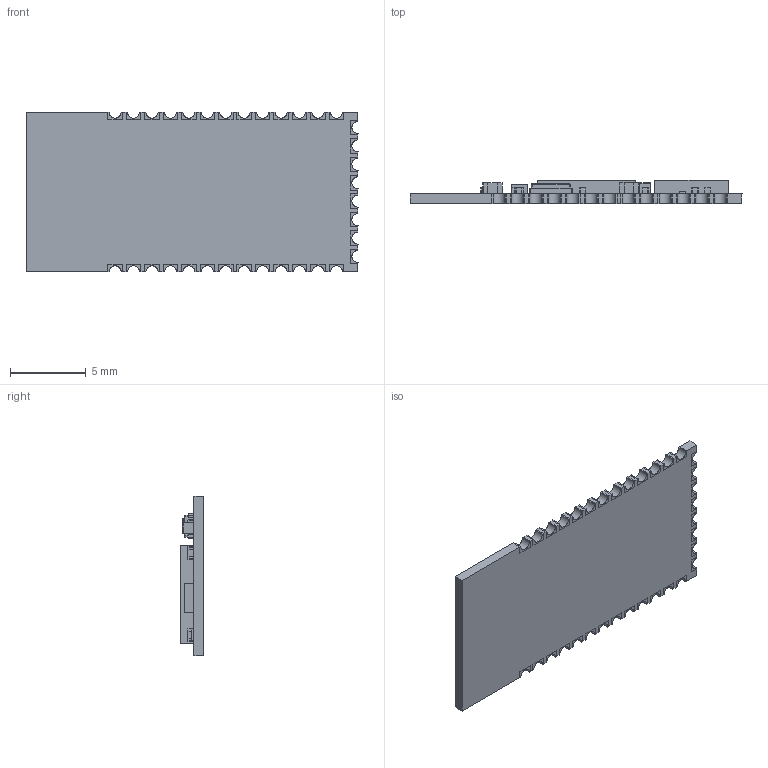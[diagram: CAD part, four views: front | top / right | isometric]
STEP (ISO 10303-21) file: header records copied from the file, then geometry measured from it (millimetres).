
FILE_DESCRIPTION(('FreeCAD Model'),'2;1');
FILE_NAME('Open CASCADE Shape Model','2025-04-26T08:50:24',('FreeCAD'),( 'FreeCAD'),'Open CASCADE STEP processor 7.6','FreeCAD','Unknown');
FILE_SCHEMA(('AUTOMOTIVE_DESIGN { 1 0 10303 214 1 1 1 1 }'));
Products named in the file (1): Open CASCADE STEP translator 7.6 1
Bounding box: 21.91 x 1.54 x 10.56 mm (x, y, z)
Volume: 217.7 mm3; surface area: 597.7 mm2
Topology: 14 solids, 62 shells, 2593 faces, 6789 edges, 4338 vertices
Faces by surface type: bspline 2593
Entity records: 102635 total; most frequent: CARTESIAN_POINT 62265, ORIENTED_EDGE 13066, EDGE_CURVE 6661, B_SPLINE_CURVE_WITH_KNOTS 5899, VERTEX_POINT 4338, FACE_BOUND 2803, EDGE_LOOP 2803, ADVANCED_FACE 2593
